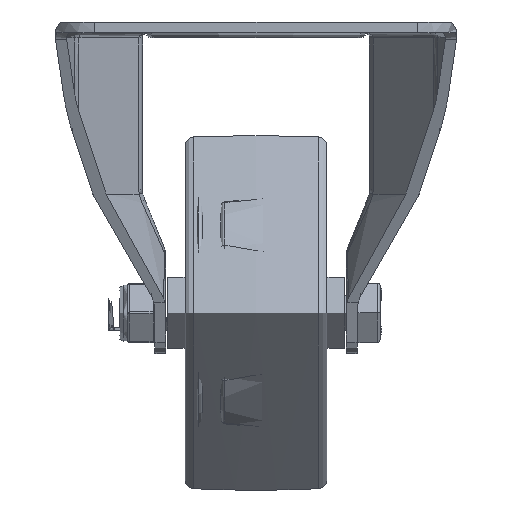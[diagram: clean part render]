
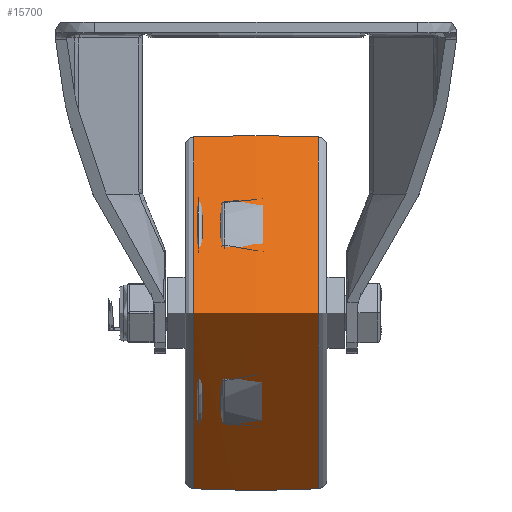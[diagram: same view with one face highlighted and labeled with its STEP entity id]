
A CAD part, left-side view. The second image highlights one B-rep face of the part: STEP entity #15700.
In plain terms, the highlighted free-form (B-spline) face has degree [2, 2] with [3, 9] control points.
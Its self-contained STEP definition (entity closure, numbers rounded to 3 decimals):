
#95=(
BOUNDED_SURFACE()
B_SPLINE_SURFACE(2,2,((#33249,#33250,#33251,#33252,#33253,#33254,#33255,
#33256,#33257),(#33258,#33259,#33260,#33261,#33262,#33263,#33264,#33265,
#33266),(#33267,#33268,#33269,#33270,#33271,#33272,#33273,#33274,#33275)),
 .UNSPECIFIED.,.F.,.T.,.F.)
B_SPLINE_SURFACE_WITH_KNOTS((3,3),(3,2,2,2,3),(-0.044,0.044),
(-3.142,-1.571,0.,1.571,3.142),
 .UNSPECIFIED.)
GEOMETRIC_REPRESENTATION_ITEM()
RATIONAL_B_SPLINE_SURFACE(((1.,0.707,1.,0.707,1.,
0.707,1.,0.707,1.),(0.999,0.706,
0.999,0.706,0.999,0.706,0.999,
0.706,0.999),(1.,0.707,1.,0.707,
1.,0.707,1.,0.707,1.)))
REPRESENTATION_ITEM('')
SURFACE()
);
#2282=FACE_OUTER_BOUND('',#3292,.T.);
#3292=EDGE_LOOP('',(#11758,#11759,#11760,#11761));
#6067=CIRCLE('',#17042,49.612);
#6068=CIRCLE('',#17043,400.25);
#6069=CIRCLE('',#17044,49.612);
#6990=VERTEX_POINT('',#33246);
#6991=VERTEX_POINT('',#33276);
#8736=EDGE_CURVE('',#6990,#6990,#6067,.T.);
#8737=EDGE_CURVE('',#6990,#6991,#6068,.T.);
#8738=EDGE_CURVE('',#6991,#6991,#6069,.T.);
#11758=ORIENTED_EDGE('',*,*,#8736,.F.);
#11759=ORIENTED_EDGE('',*,*,#8737,.T.);
#11760=ORIENTED_EDGE('',*,*,#8738,.T.);
#11761=ORIENTED_EDGE('',*,*,#8737,.F.);
#15700=ADVANCED_FACE('',(#2282),#95,.F.);
#17042=AXIS2_PLACEMENT_3D('',#33248,#19190,#19191);
#17043=AXIS2_PLACEMENT_3D('',#33277,#19192,#19193);
#17044=AXIS2_PLACEMENT_3D('',#33278,#19194,#19195);
#19190=DIRECTION('center_axis',(0.,1.,0.));
#19191=DIRECTION('ref_axis',(0.,0.,1.));
#19192=DIRECTION('center_axis',(-1.,0.,0.));
#19193=DIRECTION('ref_axis',(0.,0.,-1.));
#19194=DIRECTION('center_axis',(0.,1.,0.));
#19195=DIRECTION('ref_axis',(0.,0.,1.));
#33246=CARTESIAN_POINT('',(0.,17.61,-49.612));
#33248=CARTESIAN_POINT('Origin',(0.,17.61,0.));
#33249=CARTESIAN_POINT('Ctrl Pts',(0.,-17.61,-49.612));
#33250=CARTESIAN_POINT('Ctrl Pts',(-49.612,-17.61,
-49.612));
#33251=CARTESIAN_POINT('Ctrl Pts',(-49.612,-17.61,
0.));
#33252=CARTESIAN_POINT('Ctrl Pts',(-49.612,-17.61,
49.612));
#33253=CARTESIAN_POINT('Ctrl Pts',(0.,-17.61,49.612));
#33254=CARTESIAN_POINT('Ctrl Pts',(49.612,-17.61,49.612));
#33255=CARTESIAN_POINT('Ctrl Pts',(49.612,-17.61,0.));
#33256=CARTESIAN_POINT('Ctrl Pts',(49.612,-17.61,-49.612));
#33257=CARTESIAN_POINT('Ctrl Pts',(0.,-17.61,-49.612));
#33258=CARTESIAN_POINT('Ctrl Pts',(0.,0.,-50.388));
#33259=CARTESIAN_POINT('Ctrl Pts',(-50.388,0.,
-50.388));
#33260=CARTESIAN_POINT('Ctrl Pts',(-50.388,0.,
0.));
#33261=CARTESIAN_POINT('Ctrl Pts',(-50.388,0.,
50.388));
#33262=CARTESIAN_POINT('Ctrl Pts',(0.,0.,50.388));
#33263=CARTESIAN_POINT('Ctrl Pts',(50.388,0.,
50.388));
#33264=CARTESIAN_POINT('Ctrl Pts',(50.388,0.,
0.));
#33265=CARTESIAN_POINT('Ctrl Pts',(50.388,0.,
-50.388));
#33266=CARTESIAN_POINT('Ctrl Pts',(0.,0.,-50.388));
#33267=CARTESIAN_POINT('Ctrl Pts',(0.,17.61,-49.612));
#33268=CARTESIAN_POINT('Ctrl Pts',(-49.612,17.61,-49.612));
#33269=CARTESIAN_POINT('Ctrl Pts',(-49.612,17.61,0.));
#33270=CARTESIAN_POINT('Ctrl Pts',(-49.612,17.61,49.612));
#33271=CARTESIAN_POINT('Ctrl Pts',(0.,17.61,49.612));
#33272=CARTESIAN_POINT('Ctrl Pts',(49.612,17.61,49.612));
#33273=CARTESIAN_POINT('Ctrl Pts',(49.612,17.61,0.));
#33274=CARTESIAN_POINT('Ctrl Pts',(49.612,17.61,-49.612));
#33275=CARTESIAN_POINT('Ctrl Pts',(0.,17.61,-49.612));
#33276=CARTESIAN_POINT('',(0.,-17.61,-49.612));
#33277=CARTESIAN_POINT('Origin',(0.,0.,
350.25));
#33278=CARTESIAN_POINT('Origin',(0.,-17.61,0.));
